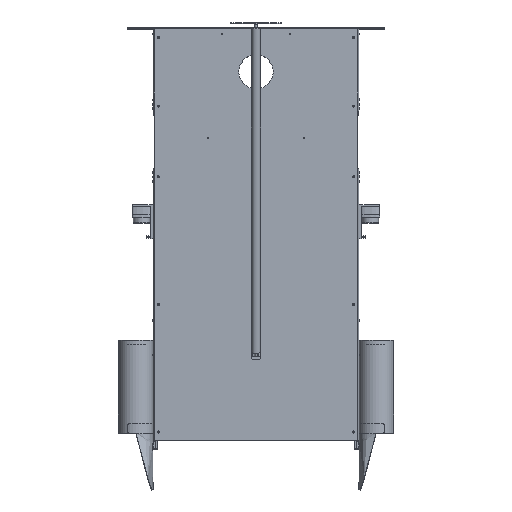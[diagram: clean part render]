
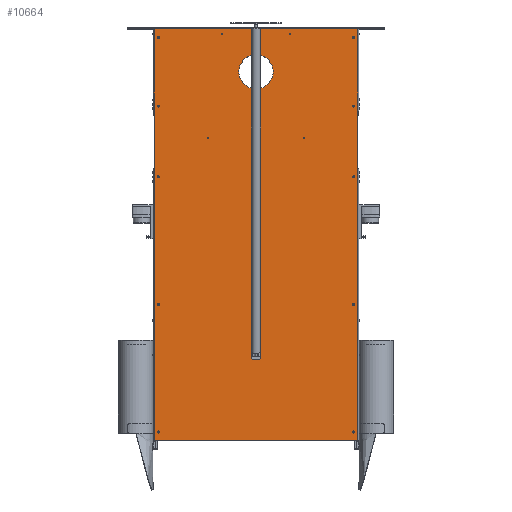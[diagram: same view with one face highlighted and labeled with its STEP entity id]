
A CAD part, top view. The second image highlights one B-rep face of the part: STEP entity #10664.
In plain terms, the highlighted planar face has unit normal (0, 0, 1).
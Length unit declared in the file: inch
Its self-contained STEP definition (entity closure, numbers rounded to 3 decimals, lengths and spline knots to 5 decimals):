
#1202=LINE('',#17137,#1876);
#1203=LINE('',#17139,#1877);
#1204=LINE('',#17141,#1878);
#1205=LINE('',#17142,#1879);
#1206=LINE('',#17147,#1880);
#1207=LINE('',#17151,#1881);
#1208=LINE('',#17154,#1882);
#1876=VECTOR('',#13538,48.);
#1877=VECTOR('',#13539,23.75);
#1878=VECTOR('',#13540,48.);
#1879=VECTOR('',#13541,23.75);
#1880=VECTOR('',#13544,2.9375);
#1881=VECTOR('',#13547,0.875);
#1882=VECTOR('',#13550,2.9375);
#2392=PLANE('',#11545);
#2776=FACE_BOUND('',#4046,.T.);
#2777=FACE_BOUND('',#4047,.T.);
#2778=FACE_BOUND('',#4048,.T.);
#2779=FACE_BOUND('',#4049,.T.);
#2780=FACE_BOUND('',#4050,.T.);
#2781=FACE_BOUND('',#4051,.T.);
#2782=FACE_BOUND('',#4052,.T.);
#2783=FACE_BOUND('',#4053,.T.);
#2784=FACE_BOUND('',#4054,.T.);
#2785=FACE_BOUND('',#4055,.T.);
#2786=FACE_BOUND('',#4056,.T.);
#2787=FACE_BOUND('',#4057,.T.);
#2788=FACE_BOUND('',#4058,.T.);
#2789=FACE_BOUND('',#4059,.T.);
#2790=FACE_BOUND('',#4060,.T.);
#2791=FACE_BOUND('',#4061,.T.);
#3225=FACE_OUTER_BOUND('',#4045,.T.);
#4045=EDGE_LOOP('',(#8461,#8462,#8463,#8464));
#4046=EDGE_LOOP('',(#8465));
#4047=EDGE_LOOP('',(#8466));
#4048=EDGE_LOOP('',(#8467));
#4049=EDGE_LOOP('',(#8468));
#4050=EDGE_LOOP('',(#8469));
#4051=EDGE_LOOP('',(#8470));
#4052=EDGE_LOOP('',(#8471));
#4053=EDGE_LOOP('',(#8472));
#4054=EDGE_LOOP('',(#8473));
#4055=EDGE_LOOP('',(#8474));
#4056=EDGE_LOOP('',(#8475));
#4057=EDGE_LOOP('',(#8476));
#4058=EDGE_LOOP('',(#8477));
#4059=EDGE_LOOP('',(#8478,#8479,#8480,#8481,#8482,#8483));
#4060=EDGE_LOOP('',(#8484));
#4061=EDGE_LOOP('',(#8485));
#4852=CIRCLE('',#11502,2.);
#4854=CIRCLE('',#11505,0.064);
#4856=CIRCLE('',#11508,0.064);
#4857=CIRCLE('',#11510,0.064);
#4859=CIRCLE('',#11513,0.064);
#4862=CIRCLE('',#11517,0.07);
#4864=CIRCLE('',#11520,0.07);
#4866=CIRCLE('',#11523,0.07);
#4868=CIRCLE('',#11526,0.07);
#4870=CIRCLE('',#11529,0.07);
#4872=CIRCLE('',#11532,0.07);
#4874=CIRCLE('',#11535,0.07);
#4876=CIRCLE('',#11538,0.07);
#4878=CIRCLE('',#11541,0.07);
#4880=CIRCLE('',#11544,0.07);
#4881=CIRCLE('',#11546,0.5);
#4882=CIRCLE('',#11547,0.0625);
#4883=CIRCLE('',#11548,0.0625);
#5478=VERTEX_POINT('',#17062);
#5480=VERTEX_POINT('',#17067);
#5482=VERTEX_POINT('',#17072);
#5483=VERTEX_POINT('',#17075);
#5485=VERTEX_POINT('',#17080);
#5488=VERTEX_POINT('',#17087);
#5490=VERTEX_POINT('',#17092);
#5492=VERTEX_POINT('',#17097);
#5494=VERTEX_POINT('',#17102);
#5496=VERTEX_POINT('',#17107);
#5498=VERTEX_POINT('',#17112);
#5500=VERTEX_POINT('',#17117);
#5502=VERTEX_POINT('',#17122);
#5504=VERTEX_POINT('',#17127);
#5506=VERTEX_POINT('',#17132);
#5507=VERTEX_POINT('',#17135);
#5508=VERTEX_POINT('',#17136);
#5509=VERTEX_POINT('',#17138);
#5510=VERTEX_POINT('',#17140);
#5511=VERTEX_POINT('',#17143);
#5512=VERTEX_POINT('',#17144);
#5513=VERTEX_POINT('',#17146);
#5514=VERTEX_POINT('',#17148);
#5515=VERTEX_POINT('',#17150);
#5516=VERTEX_POINT('',#17152);
#6595=EDGE_CURVE('',#5478,#5478,#4852,.T.);
#6597=EDGE_CURVE('',#5480,#5480,#4854,.T.);
#6599=EDGE_CURVE('',#5482,#5482,#4856,.T.);
#6600=EDGE_CURVE('',#5483,#5483,#4857,.T.);
#6602=EDGE_CURVE('',#5485,#5485,#4859,.T.);
#6605=EDGE_CURVE('',#5488,#5488,#4862,.T.);
#6607=EDGE_CURVE('',#5490,#5490,#4864,.T.);
#6609=EDGE_CURVE('',#5492,#5492,#4866,.T.);
#6611=EDGE_CURVE('',#5494,#5494,#4868,.T.);
#6613=EDGE_CURVE('',#5496,#5496,#4870,.T.);
#6615=EDGE_CURVE('',#5498,#5498,#4872,.T.);
#6617=EDGE_CURVE('',#5500,#5500,#4874,.T.);
#6619=EDGE_CURVE('',#5502,#5502,#4876,.T.);
#6621=EDGE_CURVE('',#5504,#5504,#4878,.T.);
#6623=EDGE_CURVE('',#5506,#5506,#4880,.T.);
#6624=EDGE_CURVE('',#5507,#5508,#1202,.T.);
#6625=EDGE_CURVE('',#5508,#5509,#1203,.T.);
#6626=EDGE_CURVE('',#5509,#5510,#1204,.T.);
#6627=EDGE_CURVE('',#5510,#5507,#1205,.T.);
#6628=EDGE_CURVE('',#5511,#5512,#4881,.T.);
#6629=EDGE_CURVE('',#5513,#5511,#1206,.T.);
#6630=EDGE_CURVE('',#5513,#5514,#4882,.T.);
#6631=EDGE_CURVE('',#5515,#5514,#1207,.T.);
#6632=EDGE_CURVE('',#5515,#5516,#4883,.T.);
#6633=EDGE_CURVE('',#5512,#5516,#1208,.T.);
#8461=ORIENTED_EDGE('',*,*,#6624,.T.);
#8462=ORIENTED_EDGE('',*,*,#6625,.T.);
#8463=ORIENTED_EDGE('',*,*,#6626,.T.);
#8464=ORIENTED_EDGE('',*,*,#6627,.T.);
#8465=ORIENTED_EDGE('',*,*,#6623,.F.);
#8466=ORIENTED_EDGE('',*,*,#6621,.F.);
#8467=ORIENTED_EDGE('',*,*,#6619,.F.);
#8468=ORIENTED_EDGE('',*,*,#6617,.F.);
#8469=ORIENTED_EDGE('',*,*,#6615,.F.);
#8470=ORIENTED_EDGE('',*,*,#6613,.T.);
#8471=ORIENTED_EDGE('',*,*,#6609,.T.);
#8472=ORIENTED_EDGE('',*,*,#6605,.T.);
#8473=ORIENTED_EDGE('',*,*,#6595,.F.);
#8474=ORIENTED_EDGE('',*,*,#6597,.F.);
#8475=ORIENTED_EDGE('',*,*,#6599,.F.);
#8476=ORIENTED_EDGE('',*,*,#6600,.T.);
#8477=ORIENTED_EDGE('',*,*,#6602,.T.);
#8478=ORIENTED_EDGE('',*,*,#6628,.F.);
#8479=ORIENTED_EDGE('',*,*,#6629,.F.);
#8480=ORIENTED_EDGE('',*,*,#6630,.T.);
#8481=ORIENTED_EDGE('',*,*,#6631,.F.);
#8482=ORIENTED_EDGE('',*,*,#6632,.T.);
#8483=ORIENTED_EDGE('',*,*,#6633,.F.);
#8484=ORIENTED_EDGE('',*,*,#6607,.T.);
#8485=ORIENTED_EDGE('',*,*,#6611,.T.);
#10664=ADVANCED_FACE('',(#3225,#2776,#2777,#2778,#2779,#2780,#2781,#2782,
#2783,#2784,#2785,#2786,#2787,#2788,#2789,#2790,#2791),#2392,.T.);
#11502=AXIS2_PLACEMENT_3D('',#17063,#13450,#13451);
#11505=AXIS2_PLACEMENT_3D('',#17068,#13456,#13457);
#11508=AXIS2_PLACEMENT_3D('',#17073,#13462,#13463);
#11510=AXIS2_PLACEMENT_3D('',#17076,#13466,#13467);
#11513=AXIS2_PLACEMENT_3D('',#17081,#13472,#13473);
#11517=AXIS2_PLACEMENT_3D('',#17088,#13480,#13481);
#11520=AXIS2_PLACEMENT_3D('',#17093,#13486,#13487);
#11523=AXIS2_PLACEMENT_3D('',#17098,#13492,#13493);
#11526=AXIS2_PLACEMENT_3D('',#17103,#13498,#13499);
#11529=AXIS2_PLACEMENT_3D('',#17108,#13504,#13505);
#11532=AXIS2_PLACEMENT_3D('',#17113,#13510,#13511);
#11535=AXIS2_PLACEMENT_3D('',#17118,#13516,#13517);
#11538=AXIS2_PLACEMENT_3D('',#17123,#13522,#13523);
#11541=AXIS2_PLACEMENT_3D('',#17128,#13528,#13529);
#11544=AXIS2_PLACEMENT_3D('',#17133,#13534,#13535);
#11545=AXIS2_PLACEMENT_3D('',#17134,#13536,#13537);
#11546=AXIS2_PLACEMENT_3D('',#17145,#13542,#13543);
#11547=AXIS2_PLACEMENT_3D('',#17149,#13545,#13546);
#11548=AXIS2_PLACEMENT_3D('',#17153,#13548,#13549);
#13450=DIRECTION('center_axis',(0.,0.,1.));
#13451=DIRECTION('ref_axis',(1.,0.,0.));
#13456=DIRECTION('center_axis',(0.,0.,1.));
#13457=DIRECTION('ref_axis',(1.,0.,0.));
#13462=DIRECTION('center_axis',(0.,0.,1.));
#13463=DIRECTION('ref_axis',(1.,0.,0.));
#13466=DIRECTION('center_axis',(0.,0.,-1.));
#13467=DIRECTION('ref_axis',(-1.,0.,0.));
#13472=DIRECTION('center_axis',(0.,0.,-1.));
#13473=DIRECTION('ref_axis',(-1.,0.,0.));
#13480=DIRECTION('center_axis',(0.,0.,-1.));
#13481=DIRECTION('ref_axis',(-1.,0.,0.));
#13486=DIRECTION('center_axis',(0.,0.,-1.));
#13487=DIRECTION('ref_axis',(-1.,0.,0.));
#13492=DIRECTION('center_axis',(0.,0.,-1.));
#13493=DIRECTION('ref_axis',(-1.,0.,0.));
#13498=DIRECTION('center_axis',(0.,0.,-1.));
#13499=DIRECTION('ref_axis',(-1.,0.,0.));
#13504=DIRECTION('center_axis',(0.,0.,-1.));
#13505=DIRECTION('ref_axis',(-1.,0.,0.));
#13510=DIRECTION('center_axis',(0.,0.,1.));
#13511=DIRECTION('ref_axis',(1.,0.,0.));
#13516=DIRECTION('center_axis',(0.,0.,1.));
#13517=DIRECTION('ref_axis',(1.,0.,0.));
#13522=DIRECTION('center_axis',(0.,0.,1.));
#13523=DIRECTION('ref_axis',(1.,0.,0.));
#13528=DIRECTION('center_axis',(0.,0.,1.));
#13529=DIRECTION('ref_axis',(1.,0.,0.));
#13534=DIRECTION('center_axis',(0.,0.,1.));
#13535=DIRECTION('ref_axis',(1.,0.,0.));
#13536=DIRECTION('center_axis',(0.,0.,1.));
#13537=DIRECTION('ref_axis',(1.,0.,0.));
#13538=DIRECTION('',(0.,-1.,0.));
#13539=DIRECTION('',(1.,0.,0.));
#13540=DIRECTION('',(0.,1.,0.));
#13541=DIRECTION('',(-1.,0.,0.));
#13542=DIRECTION('center_axis',(0.,0.,1.));
#13543=DIRECTION('ref_axis',(1.,0.,0.));
#13544=DIRECTION('',(0.,-1.,0.));
#13545=DIRECTION('center_axis',(0.,0.,-1.));
#13546=DIRECTION('ref_axis',(1.,0.,0.));
#13547=DIRECTION('',(-1.,0.,0.));
#13548=DIRECTION('center_axis',(0.,0.,-1.));
#13549=DIRECTION('ref_axis',(1.,0.,0.));
#13550=DIRECTION('',(0.,1.,0.));
#17062=CARTESIAN_POINT('',(2.,-19.,0.118));
#17063=CARTESIAN_POINT('Origin',(0.,-19.,0.118));
#17067=CARTESIAN_POINT('',(4.064,-23.41,0.118));
#17068=CARTESIAN_POINT('Origin',(4.,-23.41,0.118));
#17072=CARTESIAN_POINT('',(-3.936,-23.41,0.118));
#17073=CARTESIAN_POINT('Origin',(-4.,-23.41,0.118));
#17075=CARTESIAN_POINT('',(-5.65089,-11.25143,0.118));
#17076=CARTESIAN_POINT('Origin',(-5.58689,-11.25143,0.118));
#17080=CARTESIAN_POINT('',(5.52289,-11.25143,0.118));
#17081=CARTESIAN_POINT('Origin',(5.58689,-11.25143,0.118));
#17087=CARTESIAN_POINT('',(11.445,-23.,0.118));
#17088=CARTESIAN_POINT('Origin',(11.375,-23.,0.118));
#17092=CARTESIAN_POINT('',(11.445,-15.,0.118));
#17093=CARTESIAN_POINT('Origin',(11.375,-15.,0.118));
#17097=CARTESIAN_POINT('',(11.445,-6.75,0.118));
#17098=CARTESIAN_POINT('Origin',(11.375,-6.75,0.118));
#17102=CARTESIAN_POINT('',(11.445,8.125,0.118));
#17103=CARTESIAN_POINT('Origin',(11.375,8.125,0.118));
#17107=CARTESIAN_POINT('',(11.445,23.,0.118));
#17108=CARTESIAN_POINT('Origin',(11.375,23.,0.118));
#17112=CARTESIAN_POINT('',(-11.305,-23.,0.118));
#17113=CARTESIAN_POINT('Origin',(-11.375,-23.,0.118));
#17117=CARTESIAN_POINT('',(-11.305,-15.,0.118));
#17118=CARTESIAN_POINT('Origin',(-11.375,-15.,0.118));
#17122=CARTESIAN_POINT('',(-11.305,-6.75,0.118));
#17123=CARTESIAN_POINT('Origin',(-11.375,-6.75,0.118));
#17127=CARTESIAN_POINT('',(-11.305,8.125,0.118));
#17128=CARTESIAN_POINT('Origin',(-11.375,8.125,0.118));
#17132=CARTESIAN_POINT('',(-11.305,23.,0.118));
#17133=CARTESIAN_POINT('Origin',(-11.375,23.,0.118));
#17134=CARTESIAN_POINT('Origin',(-11.875,24.,0.118));
#17135=CARTESIAN_POINT('',(-11.875,24.,0.118));
#17136=CARTESIAN_POINT('',(-11.875,-24.,0.118));
#17137=CARTESIAN_POINT('',(-11.875,-24.,0.118));
#17138=CARTESIAN_POINT('',(11.875,-24.,0.118));
#17139=CARTESIAN_POINT('',(11.875,-24.,0.118));
#17140=CARTESIAN_POINT('',(11.875,24.,0.118));
#17141=CARTESIAN_POINT('',(11.875,-24.,0.118));
#17142=CARTESIAN_POINT('',(11.875,24.,0.118));
#17143=CARTESIAN_POINT('',(-0.5,11.5,0.118));
#17144=CARTESIAN_POINT('',(0.5,11.5,0.118));
#17145=CARTESIAN_POINT('Origin',(0.,11.5,0.118));
#17146=CARTESIAN_POINT('',(-0.5,14.4375,0.118));
#17147=CARTESIAN_POINT('',(-0.5,14.5,0.118));
#17148=CARTESIAN_POINT('',(-0.4375,14.5,0.118));
#17149=CARTESIAN_POINT('Origin',(-0.4375,14.4375,0.118));
#17150=CARTESIAN_POINT('',(0.4375,14.5,0.118));
#17151=CARTESIAN_POINT('',(-0.5,14.5,0.118));
#17152=CARTESIAN_POINT('',(0.5,14.4375,0.118));
#17153=CARTESIAN_POINT('Origin',(0.4375,14.4375,0.118));
#17154=CARTESIAN_POINT('',(0.5,14.5,0.118));
